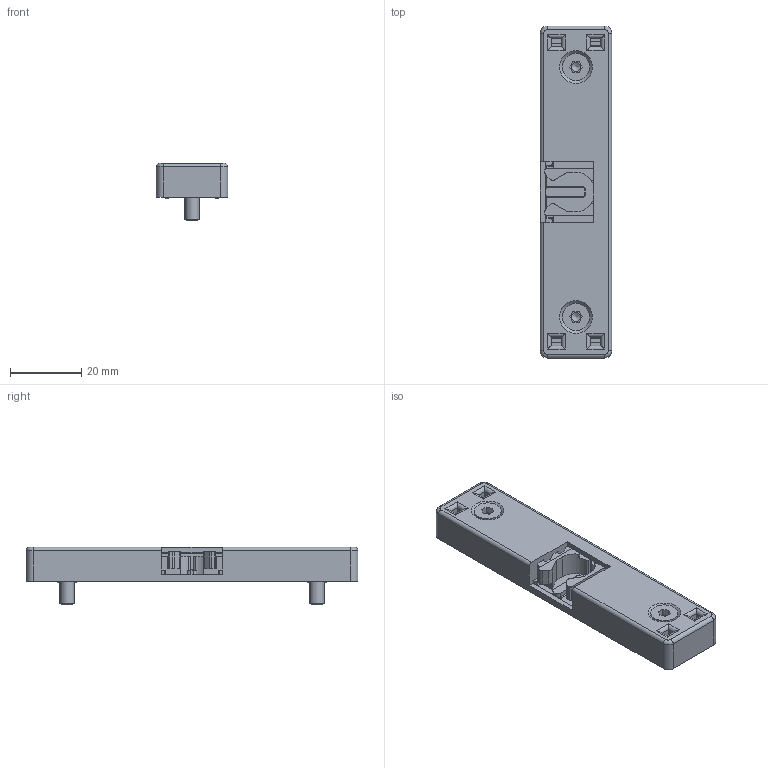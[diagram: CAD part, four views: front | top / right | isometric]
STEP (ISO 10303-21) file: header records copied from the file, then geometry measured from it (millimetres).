
FILE_DESCRIPTION( ( 'STEP AP214' ), '1' );
FILE_NAME( '093039.stp', '2020-06-10T18:50:34', ( 'License CC BY-ND 4.0' ), ( 'CADENAS' ), ' ', 'PARTsolutions', ' ' );
FILE_SCHEMA( ( 'AUTOMOTIVE_DESIGN { 1 0 10303 214 1 1 1 1 }' ) );
Length unit declared in the file: millimetre
Products named in the file (6): 093039; _093039-part1; _093039-part2; _093039-m6x16screw; _093039-part3; _093039-part4
Assembly tree (6 placements, depth 2):
  093039
    _093039-part1
    _093039-part2
    _093039-m6x16screw  x2
    _093039-part3
    _093039-part4
Bounding box: 20 x 93 x 16.1 mm (x, y, z)
Volume: 13623.4 mm3; surface area: 14824.6 mm2
Topology: 6 solids, 6 shells, 563 faces, 1455 edges, 906 vertices
Faces by surface type: plane 244, cylinder 226, torus 38, cone 37, bspline 14, sphere 4
Full cylindrical faces by diameter (mm): 4 x2, 4.2 x2, 4.5 x2, 7.64 x2
Entity records: 21387 total; most frequent: CARTESIAN_POINT 3273, DIRECTION 2973, ORIENTED_EDGE 2772, EDGE_CURVE 1386, AXIS2_PLACEMENT_3D 1052, VERTEX_POINT 884, LINE 869, VECTOR 869
